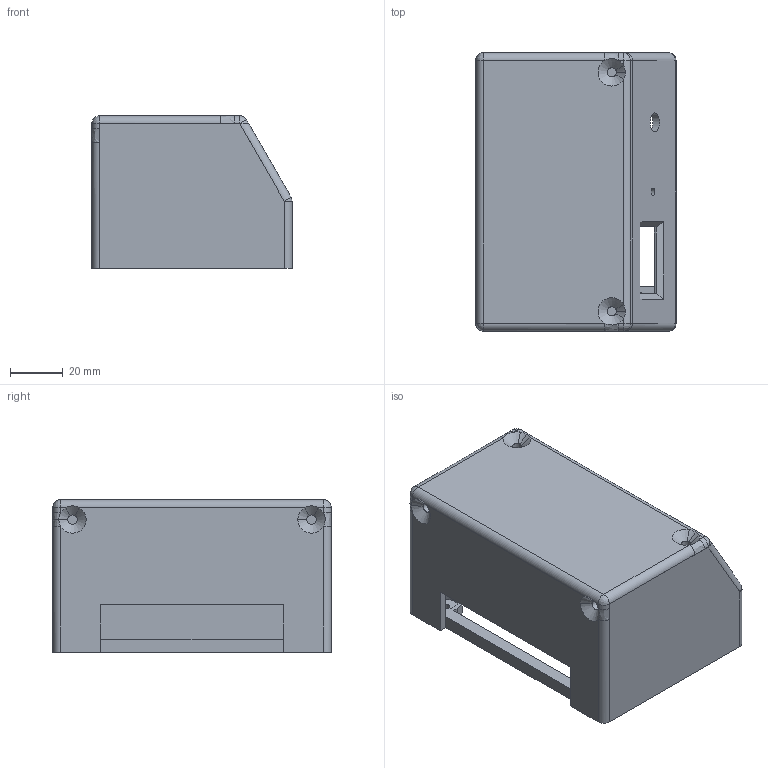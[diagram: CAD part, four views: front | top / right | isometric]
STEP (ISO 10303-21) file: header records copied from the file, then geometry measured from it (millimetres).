
FILE_DESCRIPTION(('FreeCAD Model'),'2;1');
FILE_NAME('Open CASCADE Shape Model','2022-02-25T13:57:11',('Author'),( ''),'Open CASCADE STEP processor 7.4','FreeCAD','Unknown');
FILE_SCHEMA(('AUTOMOTIVE_DESIGN { 1 0 10303 214 1 1 1 1 }'));
Length unit declared in the file: millimetre
Products named in the file (4): PETCTL_09PCB_case_V6; TopBack001; Front001; Base001
Assembly tree (3 placements, depth 2):
  PETCTL_09PCB_case_V6
    TopBack001
    Front001
    Base001
Bounding box: 76.2 x 106 x 58 mm (x, y, z)
Volume: 86526.6 mm3; surface area: 60562 mm2
Topology: 3 solids, 3 shells, 231 faces, 579 edges, 365 vertices
Faces by surface type: plane 155, cylinder 53, bspline 11, revolution 6, cone 6
Full cylindrical faces by diameter (mm): 3 x9, 3.5 x10, 4.5 x4, 7.2 x1, 11 x4
Entity records: 15579 total; most frequent: CARTESIAN_POINT 4059, DIRECTION 2054, LINE 1336, VECTOR 1336, ORIENTED_EDGE 1154, PCURVE 1154, DEFINITIONAL_REPRESENTATION 1154, EDGE_CURVE 577
